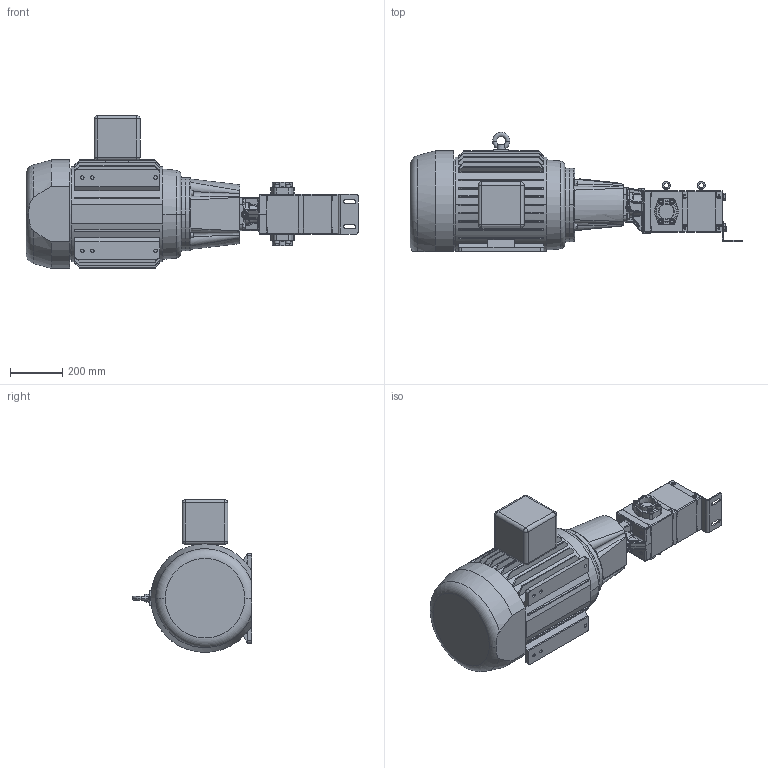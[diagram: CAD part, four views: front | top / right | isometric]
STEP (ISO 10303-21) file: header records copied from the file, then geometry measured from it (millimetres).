
FILE_DESCRIPTION (( 'STEP AP214' ), '1' );
FILE_NAME ('GPV-1022-002-U.STEP', '2021-08-18T19:10:42', ( '' ), ( '' ), 'SwSTEP 2.0', 'SolidWorks 2020', '' );
FILE_SCHEMA (( 'AUTOMOTIVE_DESIGN' ));
Length unit declared in the file: inch
Products named in the file (1): GPV-1022-002-U
Bounding box: 1267.1 x 454.94 x 583.44 mm (x, y, z)
Volume: 88696598.9 mm3; surface area: 2187081.6 mm2
Topology: 1 solids, 1 shells, 3653 faces, 9575 edges, 6182 vertices
Faces by surface type: plane 2021, bspline 944, cylinder 370, cone 246, sphere 40, torus 32
Entity records: 170887 total; most frequent: CARTESIAN_POINT 61501, ORIENTED_EDGE 19102, DIRECTION 13661, EDGE_CURVE 9551, VERTEX_POINT 6182, VECTOR 6051, LINE 6051, EDGE_LOOP 3965
